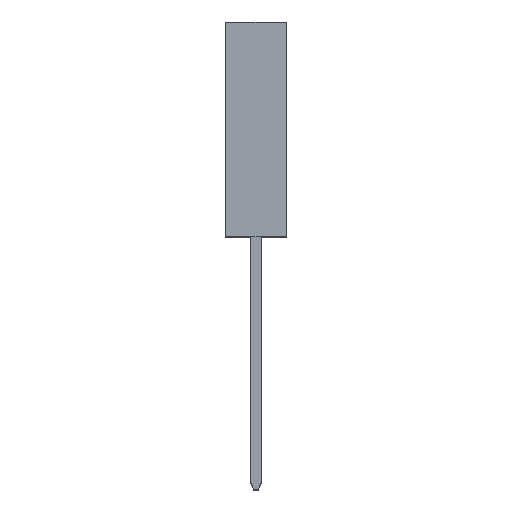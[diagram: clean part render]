
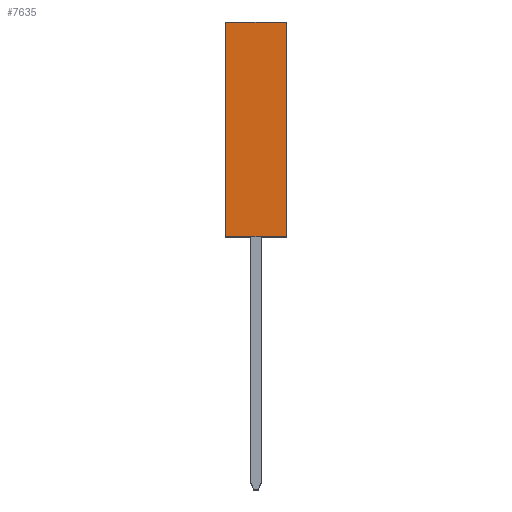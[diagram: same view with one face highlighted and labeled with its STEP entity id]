
A CAD part, top view. The second image highlights one B-rep face of the part: STEP entity #7635.
In plain terms, the highlighted planar face has unit normal (0, 0, 1).
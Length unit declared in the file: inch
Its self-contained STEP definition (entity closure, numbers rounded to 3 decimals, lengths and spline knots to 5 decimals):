
#309 = VERTEX_POINT ( 'NONE', #6275 ) ;
#536 = ORIENTED_EDGE ( 'NONE', *, *, #5505, .F. ) ;
#1493 = CARTESIAN_POINT ( 'NONE',  ( -0.0475, 0., 0.46 ) ) ;
#1626 = VECTOR ( 'NONE', #3185, 39.37008 ) ;
#1815 = DIRECTION ( 'NONE',  ( -1., 0., 0. ) ) ;
#1941 = VECTOR ( 'NONE', #3921, 39.37008 ) ;
#2223 = VECTOR ( 'NONE', #7421, 39.37008 ) ;
#2354 = CARTESIAN_POINT ( 'NONE',  ( -0.0475, 0.335, 0.46 ) ) ;
#2724 = CARTESIAN_POINT ( 'NONE',  ( -0.0475, 0.335, 0.46 ) ) ;
#3000 = LINE ( 'NONE', #2724, #2223 ) ;
#3185 = DIRECTION ( 'NONE',  ( 0., -1., 0. ) ) ;
#3219 = CARTESIAN_POINT ( 'NONE',  ( -0.0475, 0.335, 0.46 ) ) ;
#3476 = CARTESIAN_POINT ( 'NONE',  ( -0.0475, 0.335, 0.46 ) ) ;
#3921 = DIRECTION ( 'NONE',  ( 1., 0., 0. ) ) ;
#4030 = DIRECTION ( 'NONE',  ( 0., -1., 0. ) ) ;
#4341 = DIRECTION ( 'NONE',  ( 0., 0., -1. ) ) ;
#4703 = FACE_OUTER_BOUND ( 'NONE', #7830, .T. ) ;
#5129 = LINE ( 'NONE', #2354, #6990 ) ;
#5505 = EDGE_CURVE ( 'NONE', #309, #6087, #8309, .T. ) ;
#5741 = EDGE_CURVE ( 'NONE', #7120, #309, #3000, .T. ) ;
#5771 = CARTESIAN_POINT ( 'NONE',  ( -0.0475, 0., 0.46 ) ) ;
#5853 = ORIENTED_EDGE ( 'NONE', *, *, #6539, .T. ) ;
#6087 = VERTEX_POINT ( 'NONE', #9589 ) ;
#6237 = VERTEX_POINT ( 'NONE', #5771 ) ;
#6275 = CARTESIAN_POINT ( 'NONE',  ( 0.0475, 0.335, 0.46 ) ) ;
#6439 = PLANE ( 'NONE',  #8528 ) ;
#6539 = EDGE_CURVE ( 'NONE', #7120, #6237, #5129, .T. ) ;
#6576 = ORIENTED_EDGE ( 'NONE', *, *, #7521, .T. ) ;
#6990 = VECTOR ( 'NONE', #4030, 39.37008 ) ;
#7120 = VERTEX_POINT ( 'NONE', #3219 ) ;
#7421 = DIRECTION ( 'NONE',  ( 1., 0., 0. ) ) ;
#7521 = EDGE_CURVE ( 'NONE', #6237, #6087, #8493, .T. ) ;
#7635 = ADVANCED_FACE ( 'NONE', ( #4703 ), #6439, .F. ) ;
#7830 = EDGE_LOOP ( 'NONE', ( #6576, #536, #9251, #5853 ) ) ;
#7972 = CARTESIAN_POINT ( 'NONE',  ( 0.0475, 0.335, 0.46 ) ) ;
#8309 = LINE ( 'NONE', #7972, #1626 ) ;
#8493 = LINE ( 'NONE', #1493, #1941 ) ;
#8528 = AXIS2_PLACEMENT_3D ( 'NONE', #3476, #4341, #1815 ) ;
#9251 = ORIENTED_EDGE ( 'NONE', *, *, #5741, .F. ) ;
#9589 = CARTESIAN_POINT ( 'NONE',  ( 0.0475, 0., 0.46 ) ) ;
